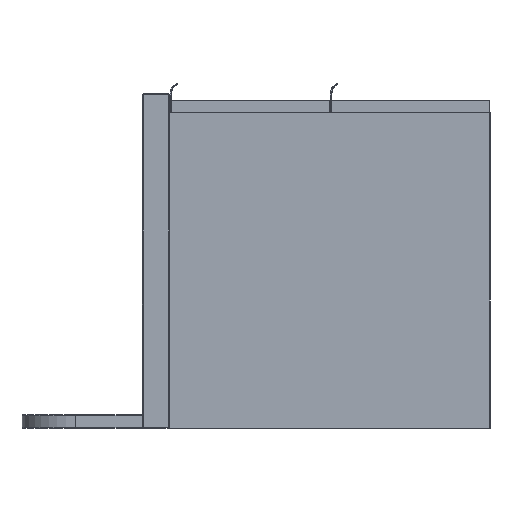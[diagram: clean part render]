
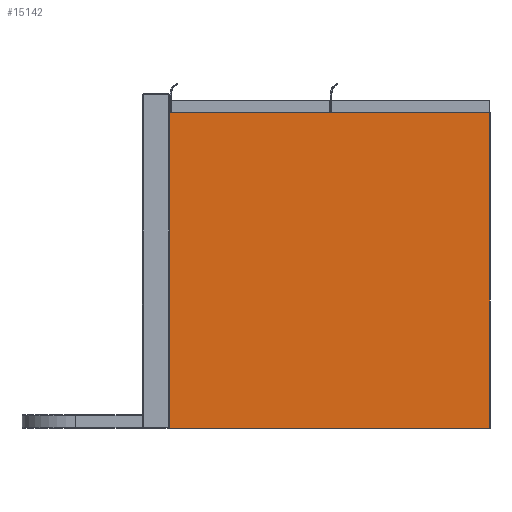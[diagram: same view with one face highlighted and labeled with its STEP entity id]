
A CAD part, left-side view. The second image highlights one B-rep face of the part: STEP entity #15142.
In plain terms, the highlighted planar face has unit normal (-1, 0, 0).
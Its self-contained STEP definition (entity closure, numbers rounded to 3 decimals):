
#166 = CARTESIAN_POINT ( 'NONE',  ( -667.5, -240., 0. ) ) ;
#665 = CARTESIAN_POINT ( 'NONE',  ( -667.5, 240., 0. ) ) ;
#684 = VECTOR ( 'NONE', #3811, 1000. ) ;
#1864 = ORIENTED_EDGE ( 'NONE', *, *, #10565, .T. ) ;
#2515 = VERTEX_POINT ( 'NONE', #166 ) ;
#2691 = DIRECTION ( 'NONE',  ( 0., 0., -1. ) ) ;
#3028 = EDGE_LOOP ( 'NONE', ( #1864, #8710, #15366, #6032 ) ) ;
#3783 = CARTESIAN_POINT ( 'NONE',  ( -667.5, 240., 472. ) ) ;
#3811 = DIRECTION ( 'NONE',  ( 0., 0., -1. ) ) ;
#3903 = VECTOR ( 'NONE', #11247, 1000. ) ;
#4266 = DIRECTION ( 'NONE',  ( 0., -1., 0. ) ) ;
#4387 = VECTOR ( 'NONE', #4854, 1000. ) ;
#4854 = DIRECTION ( 'NONE',  ( 0., 0., -1. ) ) ;
#4963 = VERTEX_POINT ( 'NONE', #9292 ) ;
#4973 = LINE ( 'NONE', #14448, #684 ) ;
#4988 = CARTESIAN_POINT ( 'NONE',  ( -667.5, 240., 472. ) ) ;
#5475 = EDGE_CURVE ( 'NONE', #13158, #2515, #15342, .T. ) ;
#6032 = ORIENTED_EDGE ( 'NONE', *, *, #12316, .T. ) ;
#7345 = PLANE ( 'NONE',  #10937 ) ;
#8333 = CARTESIAN_POINT ( 'NONE',  ( -667.5, -240., 472. ) ) ;
#8504 = DIRECTION ( 'NONE',  ( 1., 0., 0. ) ) ;
#8646 = VECTOR ( 'NONE', #4266, 1000. ) ;
#8710 = ORIENTED_EDGE ( 'NONE', *, *, #5475, .F. ) ;
#8772 = VERTEX_POINT ( 'NONE', #4988 ) ;
#9292 = CARTESIAN_POINT ( 'NONE',  ( -667.5, 240., 0. ) ) ;
#9982 = FACE_OUTER_BOUND ( 'NONE', #3028, .T. ) ;
#10150 = CARTESIAN_POINT ( 'NONE',  ( -667.5, 240., 472. ) ) ;
#10565 = EDGE_CURVE ( 'NONE', #4963, #2515, #13824, .T. ) ;
#10937 = AXIS2_PLACEMENT_3D ( 'NONE', #3783, #8504, #2691 ) ;
#11247 = DIRECTION ( 'NONE',  ( 0., -1., 0. ) ) ;
#12316 = EDGE_CURVE ( 'NONE', #8772, #4963, #4973, .T. ) ;
#12883 = EDGE_CURVE ( 'NONE', #8772, #13158, #15047, .T. ) ;
#13158 = VERTEX_POINT ( 'NONE', #13323 ) ;
#13323 = CARTESIAN_POINT ( 'NONE',  ( -667.5, -240., 472. ) ) ;
#13824 = LINE ( 'NONE', #665, #8646 ) ;
#14448 = CARTESIAN_POINT ( 'NONE',  ( -667.5, 240., 472. ) ) ;
#15047 = LINE ( 'NONE', #10150, #3903 ) ;
#15142 = ADVANCED_FACE ( 'NONE', ( #9982 ), #7345, .F. ) ;
#15342 = LINE ( 'NONE', #8333, #4387 ) ;
#15366 = ORIENTED_EDGE ( 'NONE', *, *, #12883, .F. ) ;
